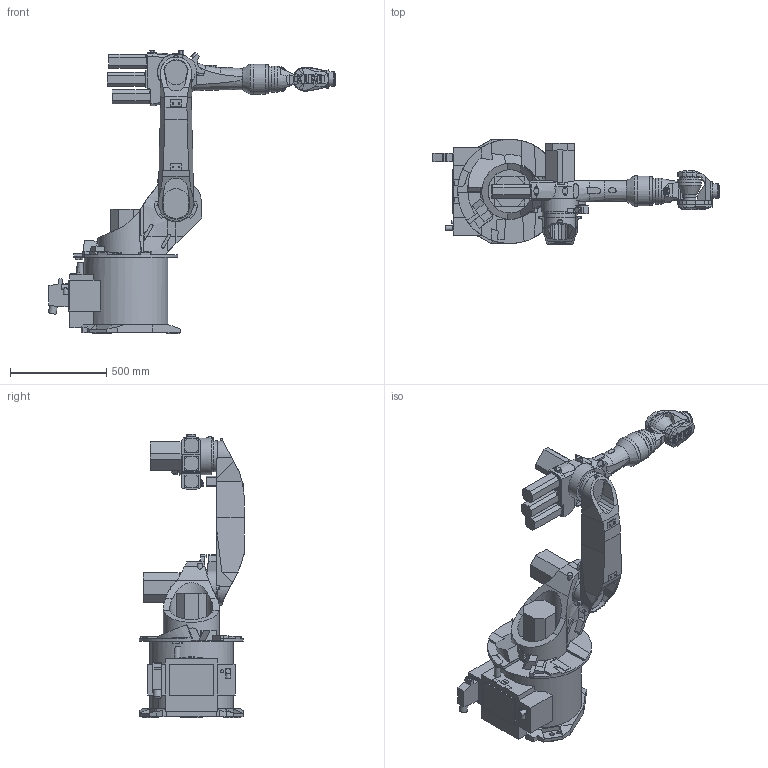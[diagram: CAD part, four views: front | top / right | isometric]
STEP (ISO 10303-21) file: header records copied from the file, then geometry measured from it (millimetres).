
FILE_DESCRIPTION(/* description */ (''),/* implementation_level */ '2;1');
FILE_NAME(/* name */ 'KR16',/* time_stamp */ '2003-04-01T10:56:52+02:00',/* author */ (''),/* organization */ (''),/* preprocessor_version */ 'ST-DEVELOPER v8',/* originating_system */ 'UNIGRAPHICS SOLUTIONS - UNIGRAPHICS 17.0',/* authorisation */ '');
FILE_SCHEMA (('AUTOMOTIVE_DESIGN { 1 2 10303 214 0 1 1 1 }'));
Length unit declared in the file: millimetre
Products named in the file (1): thur3BEC007t
Bounding box: 1489.88 x 546.34 x 1470 mm (x, y, z)
Volume: 131411070.3 mm3; surface area: 4290432.7 mm2
Topology: 17 solids, 17 shells, 1006 faces, 2696 edges, 1784 vertices
Faces by surface type: plane 833, cylinder 126, cone 25, bspline 13, extrusion 8, revolution 1
Full cylindrical faces by diameter (mm): 5 x2, 5.2 x8, 8.4 x8, 16 x1, 20 x5, 24 x3, 26 x2, 28 x1, 30 x2, 40 x1, 63 x1, 69 x2, 75 x1, 78 x1, 95 x1, 103 x2, 123 x1, 128 x1, 150 x1, 154 x1, 157 x1, 160 x2, 186.5 x1, 190 x1, 225 x2, 433 x1, 540 x1
Entity records: 34678 total; most frequent: CARTESIAN_POINT 6644, ORIENTED_EDGE 5220, DIRECTION 4826, EDGE_CURVE 2610, VECTOR 2025, LINE 2017, VERTEX_POINT 1756, AXIS2_PLACEMENT_3D 1400
